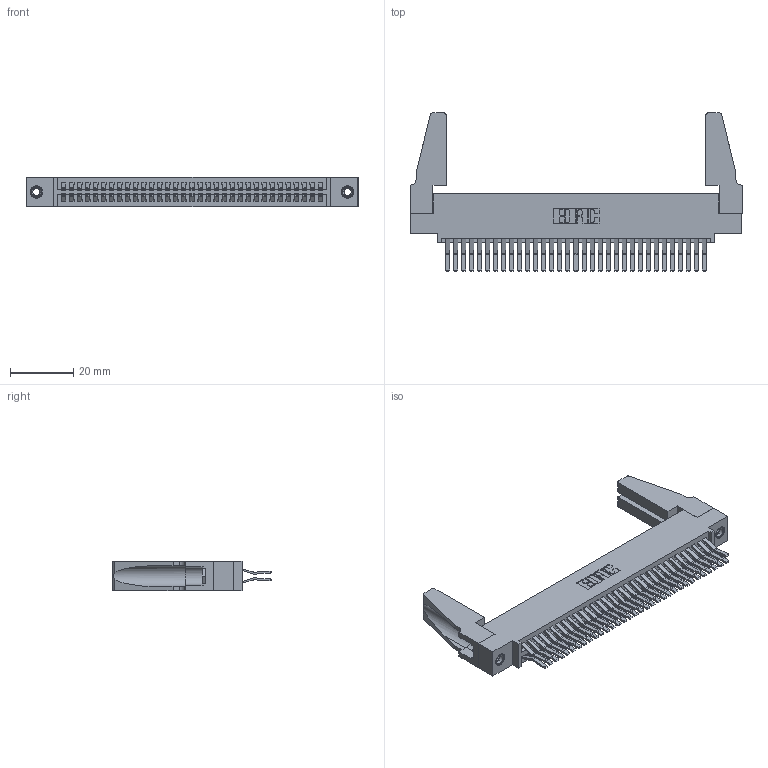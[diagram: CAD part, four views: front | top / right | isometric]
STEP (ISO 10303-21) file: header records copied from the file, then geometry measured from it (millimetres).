
FILE_DESCRIPTION (( 'STEP AP203' ), '1' );
FILE_NAME ('345-066-560-588.STEP', '2019-10-30T18:58:09', ( '' ), ( '' ), 'SwSTEP 2.0', 'SolidWorks 2016', '' );
FILE_SCHEMA (( 'CONFIG_CONTROL_DESIGN' ));
Length unit declared in the file: inch
Products named in the file (5): 345-220-078_345-220-088; 345-250-001_345-250-001-102; 345-066-560-588; 345-292-001_560 Tail; 345 Part_0.110 Offset - 0.156 Dia-TH
Assembly tree (71 placements, depth 2):
  345-066-560-588
    345 Part_0.110 Offset - 0.156 Dia-TH
    345-292-001_560 Tail  x66
    345-250-001_345-250-001-102  x2
    345-220-078_345-220-088  x2
Bounding box: 105.05 x 50.1 x 9.4 mm (x, y, z)
Volume: 13733.2 mm3; surface area: 19645.6 mm2
Topology: 71 solids, 71 shells, 3686 faces, 10897 edges, 7166 vertices
Faces by surface type: plane 2334, cylinder 1336, cone 12, torus 4
Entity records: 29472 total; most frequent: CARTESIAN_POINT 4946, ORIENTED_EDGE 4840, DIRECTION 4380, EDGE_CURVE 2420, VECTOR 2110, LINE 2110, VERTEX_POINT 1606, AXIS2_PLACEMENT_3D 1135
